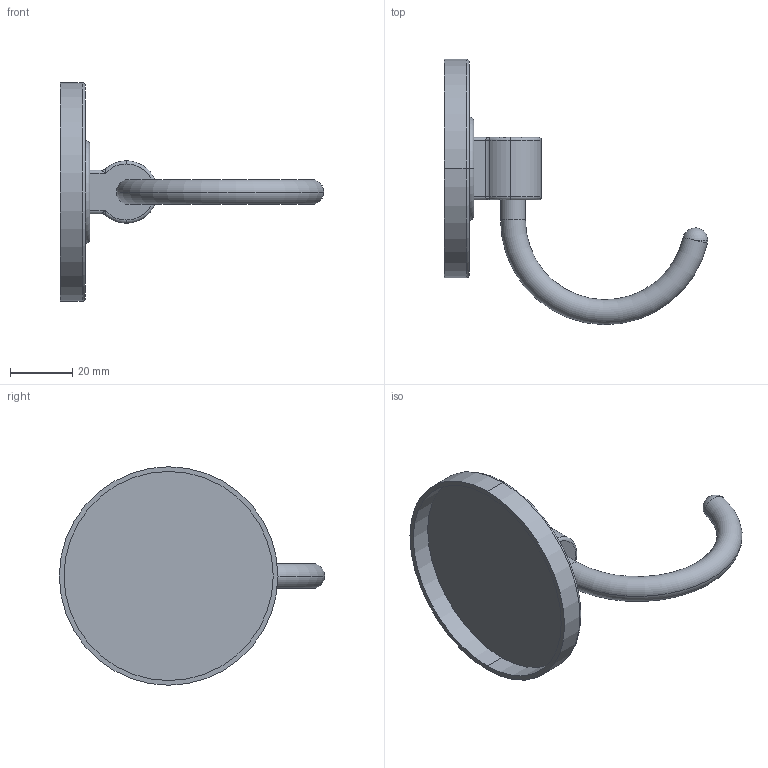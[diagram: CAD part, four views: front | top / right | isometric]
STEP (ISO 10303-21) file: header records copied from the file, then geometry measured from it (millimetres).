
FILE_DESCRIPTION (( 'STEP AP203' ), '1' );
FILE_NAME ('18410.STEP', '2013-06-23T14:06:48', ( '' ), ( '' ), 'SwSTEP 2.0', 'SolidWorks 2012', '' );
FILE_SCHEMA (( 'CONFIG_CONTROL_DESIGN' ));
Length unit declared in the file: millimetre
Products named in the file (4): 3; 2; 18410; 1
Assembly tree (3 placements, depth 2):
  18410
    1
    2
    3
Bounding box: 84.38 x 84.99 x 70 mm (x, y, z)
Volume: 20326.9 mm3; surface area: 15495.5 mm2
Topology: 3 solids, 3 shells, 51 faces, 108 edges, 56 vertices
Faces by surface type: cylinder 19, torus 12, plane 10, sphere 6, bspline 4
Entity records: 1902 total; most frequent: CARTESIAN_POINT 452, DIRECTION 256, ORIENTED_EDGE 194, AXIS2_PLACEMENT_3D 114, EDGE_CURVE 97, CIRCLE 61, VERTEX_POINT 54, EDGE_LOOP 53
